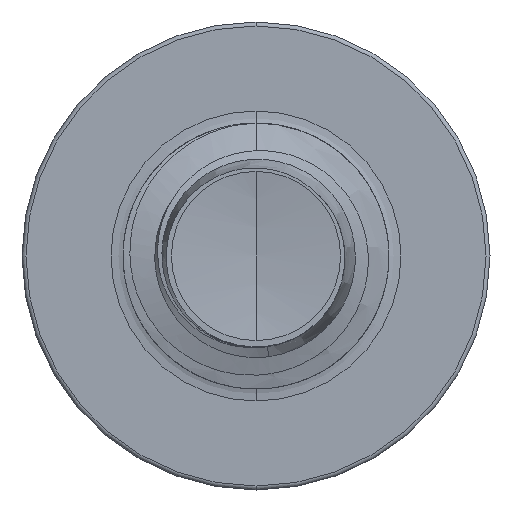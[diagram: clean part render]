
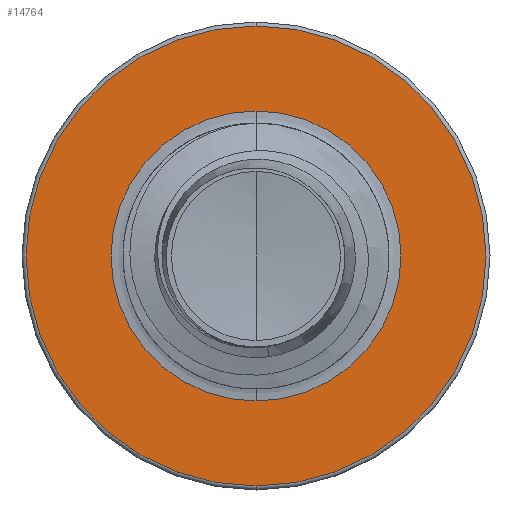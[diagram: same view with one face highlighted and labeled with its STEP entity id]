
A CAD part, front view. The second image highlights one B-rep face of the part: STEP entity #14764.
In plain terms, the highlighted planar face has unit normal (0, -1, 0).
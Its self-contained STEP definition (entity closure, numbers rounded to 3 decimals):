
#23 = CARTESIAN_POINT ( 'NONE',  ( 0., 7.5, 0. ) ) ;
#427 = CARTESIAN_POINT ( 'NONE',  ( 0., 7.5, -2.162 ) ) ;
#1279 = DIRECTION ( 'NONE',  ( 0., 0., 1. ) ) ;
#1301 = FACE_OUTER_BOUND ( 'NONE', #3208, .T. ) ;
#1531 = ORIENTED_EDGE ( 'NONE', *, *, #15546, .T. ) ;
#2056 = DIRECTION ( 'NONE',  ( 0., 0., 1. ) ) ;
#2524 = EDGE_LOOP ( 'NONE', ( #1531, #3506 ) ) ;
#3208 = EDGE_LOOP ( 'NONE', ( #9731, #16212 ) ) ;
#3506 = ORIENTED_EDGE ( 'NONE', *, *, #17261, .T. ) ;
#3716 = AXIS2_PLACEMENT_3D ( 'NONE', #18308, #9624, #19784 ) ;
#4550 = AXIS2_PLACEMENT_3D ( 'NONE', #14061, #16892, #7954 ) ;
#4747 = AXIS2_PLACEMENT_3D ( 'NONE', #20104, #11466, #1279 ) ;
#5191 = FACE_BOUND ( 'NONE', #2524, .T. ) ;
#5903 = CIRCLE ( 'NONE', #4747, 2.163 ) ;
#6243 = PLANE ( 'NONE',  #4550 ) ;
#7103 = AXIS2_PLACEMENT_3D ( 'NONE', #19021, #10356, #20501 ) ;
#7954 = DIRECTION ( 'NONE',  ( 0., 0., 1. ) ) ;
#8409 = VERTEX_POINT ( 'NONE', #15755 ) ;
#9616 = CARTESIAN_POINT ( 'NONE',  ( 0., 7.5, 2.163 ) ) ;
#9624 = DIRECTION ( 'NONE',  ( 0., 1., 0. ) ) ;
#9731 = ORIENTED_EDGE ( 'NONE', *, *, #16215, .F. ) ;
#10356 = DIRECTION ( 'NONE',  ( 0., 1., 0. ) ) ;
#11466 = DIRECTION ( 'NONE',  ( 0., 1., 0. ) ) ;
#11624 = VERTEX_POINT ( 'NONE', #427 ) ;
#12069 = DIRECTION ( 'NONE',  ( 0., 1., 0. ) ) ;
#14061 = CARTESIAN_POINT ( 'NONE',  ( 0., 7.5, -1.363 ) ) ;
#14122 = AXIS2_PLACEMENT_3D ( 'NONE', #23, #12069, #2056 ) ;
#14764 = ADVANCED_FACE ( 'NONE', ( #1301, #5191 ), #6243, .F. ) ;
#14924 = VERTEX_POINT ( 'NONE', #9616 ) ;
#15026 = CARTESIAN_POINT ( 'NONE',  ( 0., 7.5, 1.363 ) ) ;
#15205 = VERTEX_POINT ( 'NONE', #15026 ) ;
#15546 = EDGE_CURVE ( 'NONE', #15205, #8409, #16919, .T. ) ;
#15755 = CARTESIAN_POINT ( 'NONE',  ( 0., 7.5, -1.363 ) ) ;
#16212 = ORIENTED_EDGE ( 'NONE', *, *, #19047, .F. ) ;
#16215 = EDGE_CURVE ( 'NONE', #14924, #11624, #5903, .T. ) ;
#16505 = CIRCLE ( 'NONE', #3716, 1.363 ) ;
#16892 = DIRECTION ( 'NONE',  ( 0., 1., 0. ) ) ;
#16919 = CIRCLE ( 'NONE', #7103, 1.363 ) ;
#17261 = EDGE_CURVE ( 'NONE', #8409, #15205, #16505, .T. ) ;
#18308 = CARTESIAN_POINT ( 'NONE',  ( 0., 7.5, 0. ) ) ;
#19021 = CARTESIAN_POINT ( 'NONE',  ( 0., 7.5, 0. ) ) ;
#19047 = EDGE_CURVE ( 'NONE', #11624, #14924, #20267, .T. ) ;
#19784 = DIRECTION ( 'NONE',  ( 0., 0., 1. ) ) ;
#20104 = CARTESIAN_POINT ( 'NONE',  ( 0., 7.5, 0. ) ) ;
#20267 = CIRCLE ( 'NONE', #14122, 2.163 ) ;
#20501 = DIRECTION ( 'NONE',  ( 0., 0., 1. ) ) ;
